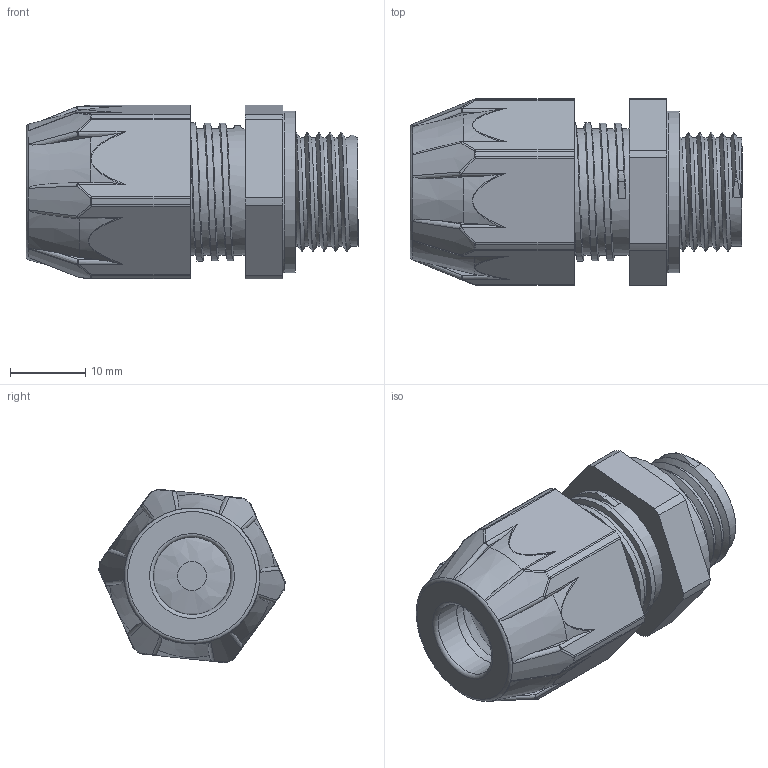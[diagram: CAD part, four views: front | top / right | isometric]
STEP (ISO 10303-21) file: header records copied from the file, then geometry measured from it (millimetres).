
FILE_DESCRIPTION(/* description */ ('Euro-Top-X-4.Generation M16x1,5, Ex e'),/* implementation_level */ '2;1');
FILE_NAME(/* name */ '85080517X4HISI-RST.stp',/* time_stamp */ '2021-04-29T10:41:33+02:00',/* author */ ('sl'),/* organization */ (''),/* preprocessor_version */ 'ST-DEVELOPER v16.5',/* originating_system */ 'Autodesk Inventor 2017',/* authorisation */ '');
FILE_SCHEMA (('AUTOMOTIVE_DESIGN { 1 0 10303 214 3 1 1 }'));
Length unit declared in the file: millimetre
Products named in the file (6): 85080517X4HISI; 85080517X4HISI_1; 85080517X4HISI_2; 85080517X4HISI_3; 85080517X4HISI_4; 85080517X4HISI_5
Assembly tree (5 placements, depth 2):
  85080517X4HISI
    85080517X4HISI_1
    85080517X4HISI_2
    85080517X4HISI_3
    85080517X4HISI_4
    85080517X4HISI_5
Bounding box: 44.11 x 24.75 x 23.08 mm (x, y, z)
Volume: 5704.6 mm3; surface area: 10154.2 mm2
Topology: 4 solids, 5 shells, 323 faces, 849 edges, 541 vertices
Faces by surface type: plane 109, cylinder 105, bspline 43, torus 25, sphere 24, cone 17
Full cylindrical faces by diameter (mm): 10.27 x2, 10.4 x1, 10.5 x1, 10.77 x1, 13.34 x1, 13.6 x1, 13.9 x1, 14.388 x6, 14.46 x1, 15.82 x1, 15.97 x1, 16.83 x6, 17.17 x4, 18.692 x5, 21.46 x1
Entity records: 13927 total; most frequent: CARTESIAN_POINT 6469, ORIENTED_EDGE 1510, DIRECTION 1454, EDGE_CURVE 755, AXIS2_PLACEMENT_3D 599, VERTEX_POINT 496, EDGE_LOOP 351, CIRCLE 317
